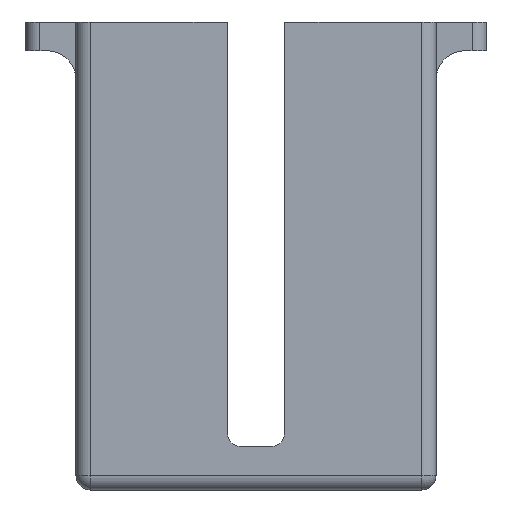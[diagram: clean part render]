
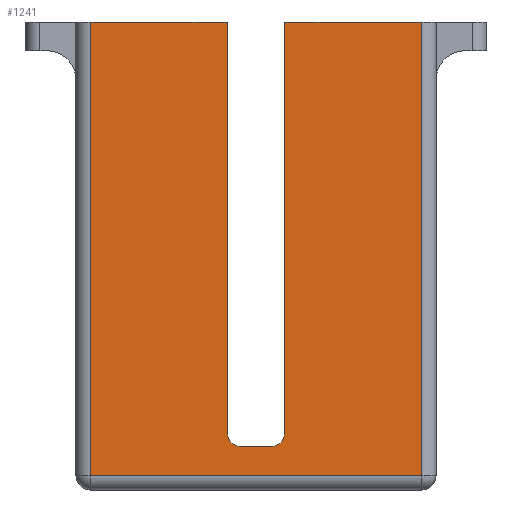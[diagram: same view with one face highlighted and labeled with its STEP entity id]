
A CAD part, left-side view. The second image highlights one B-rep face of the part: STEP entity #1241.
In plain terms, the highlighted planar face has unit normal (-1, 0, 0).
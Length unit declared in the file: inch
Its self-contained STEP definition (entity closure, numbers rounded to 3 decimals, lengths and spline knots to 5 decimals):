
#30=PLANE('',#1352);
#81=FACE_OUTER_BOUND('',#147,.T.);
#147=EDGE_LOOP('',(#939,#940,#941,#942,#943,#944,#945,#946,#947,#948));
#224=CIRCLE('',#1353,0.1);
#225=CIRCLE('',#1354,0.1);
#292=LINE('',#2037,#416);
#296=LINE('',#2052,#420);
#298=LINE('',#2058,#422);
#299=LINE('',#2060,#423);
#300=LINE('',#2062,#424);
#301=LINE('',#2066,#425);
#302=LINE('',#2070,#426);
#303=LINE('',#2071,#427);
#416=VECTOR('',#1556,0.3937);
#420=VECTOR('',#1576,0.3937);
#422=VECTOR('',#1582,0.3937);
#423=VECTOR('',#1583,0.3937);
#424=VECTOR('',#1584,0.3937);
#425=VECTOR('',#1587,0.3937);
#426=VECTOR('',#1590,0.3937);
#427=VECTOR('',#1591,0.3937);
#561=VERTEX_POINT('',#2034);
#562=VERTEX_POINT('',#2036);
#565=VERTEX_POINT('',#2051);
#567=VERTEX_POINT('',#2057);
#568=VERTEX_POINT('',#2059);
#569=VERTEX_POINT('',#2061);
#570=VERTEX_POINT('',#2063);
#571=VERTEX_POINT('',#2065);
#572=VERTEX_POINT('',#2067);
#573=VERTEX_POINT('',#2069);
#702=EDGE_CURVE('',#561,#562,#292,.T.);
#710=EDGE_CURVE('',#562,#565,#296,.T.);
#713=EDGE_CURVE('',#567,#561,#298,.T.);
#714=EDGE_CURVE('',#567,#568,#299,.T.);
#715=EDGE_CURVE('',#568,#569,#300,.T.);
#716=EDGE_CURVE('',#570,#569,#224,.T.);
#717=EDGE_CURVE('',#570,#571,#301,.T.);
#718=EDGE_CURVE('',#572,#571,#225,.T.);
#719=EDGE_CURVE('',#572,#573,#302,.T.);
#720=EDGE_CURVE('',#573,#565,#303,.T.);
#939=ORIENTED_EDGE('',*,*,#702,.F.);
#940=ORIENTED_EDGE('',*,*,#713,.F.);
#941=ORIENTED_EDGE('',*,*,#714,.T.);
#942=ORIENTED_EDGE('',*,*,#715,.T.);
#943=ORIENTED_EDGE('',*,*,#716,.F.);
#944=ORIENTED_EDGE('',*,*,#717,.T.);
#945=ORIENTED_EDGE('',*,*,#718,.F.);
#946=ORIENTED_EDGE('',*,*,#719,.T.);
#947=ORIENTED_EDGE('',*,*,#720,.T.);
#948=ORIENTED_EDGE('',*,*,#710,.F.);
#1241=ADVANCED_FACE('',(#81),#30,.T.);
#1352=AXIS2_PLACEMENT_3D('',#2056,#1580,#1581);
#1353=AXIS2_PLACEMENT_3D('',#2064,#1585,#1586);
#1354=AXIS2_PLACEMENT_3D('',#2068,#1588,#1589);
#1556=DIRECTION('',(0.,1.,0.));
#1576=DIRECTION('',(0.,0.,1.));
#1580=DIRECTION('center_axis',(-1.,0.,0.));
#1581=DIRECTION('ref_axis',(0.,-1.,0.));
#1582=DIRECTION('',(0.,0.,-1.));
#1583=DIRECTION('',(0.,1.,0.));
#1584=DIRECTION('',(0.,0.,-1.));
#1585=DIRECTION('center_axis',(-1.,0.,0.));
#1586=DIRECTION('ref_axis',(0.,-0.707,-0.707));
#1587=DIRECTION('',(0.,1.,0.));
#1588=DIRECTION('center_axis',(-1.,0.,0.));
#1589=DIRECTION('ref_axis',(0.,0.707,-0.707));
#1590=DIRECTION('',(0.,0.,1.));
#1591=DIRECTION('',(0.,1.,0.));
#2034=CARTESIAN_POINT('',(-3.5,-1.15,0.1));
#2036=CARTESIAN_POINT('',(-3.5,1.15,0.1));
#2037=CARTESIAN_POINT('',(-3.5,0.625,0.1));
#2051=CARTESIAN_POINT('',(-3.5,1.15,3.25));
#2052=CARTESIAN_POINT('',(-3.5,1.15,0.));
#2056=CARTESIAN_POINT('Origin',(-3.5,1.25,0.));
#2057=CARTESIAN_POINT('',(-3.5,-1.15,3.25));
#2058=CARTESIAN_POINT('',(-3.5,-1.15,0.));
#2059=CARTESIAN_POINT('',(-3.5,-0.2,3.25));
#2060=CARTESIAN_POINT('',(-3.5,0.625,3.25));
#2061=CARTESIAN_POINT('',(-3.5,-0.2,0.4));
#2062=CARTESIAN_POINT('',(-3.5,-0.2,0.15));
#2063=CARTESIAN_POINT('',(-3.5,-0.1,0.3));
#2064=CARTESIAN_POINT('Origin',(-3.5,-0.1,0.4));
#2065=CARTESIAN_POINT('',(-3.5,0.1,0.3));
#2066=CARTESIAN_POINT('',(-3.5,0.725,0.3));
#2067=CARTESIAN_POINT('',(-3.5,0.2,0.4));
#2068=CARTESIAN_POINT('Origin',(-3.5,0.1,0.4));
#2069=CARTESIAN_POINT('',(-3.5,0.2,3.25));
#2070=CARTESIAN_POINT('',(-3.5,0.2,1.625));
#2071=CARTESIAN_POINT('',(-3.5,0.625,3.25));
